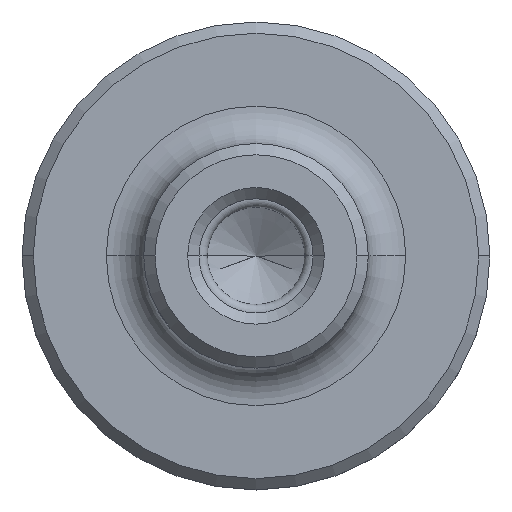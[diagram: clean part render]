
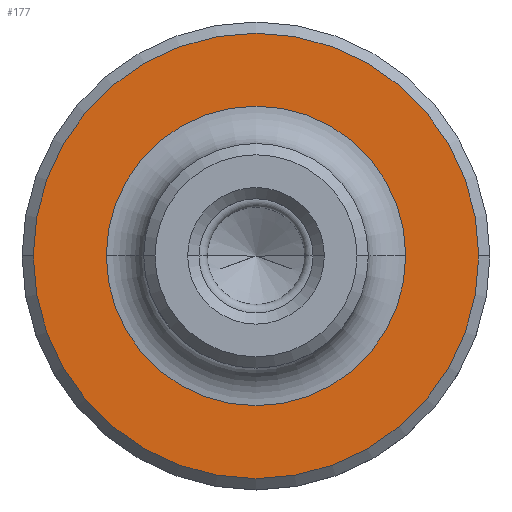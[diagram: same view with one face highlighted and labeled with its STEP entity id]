
A CAD part, top view. The second image highlights one B-rep face of the part: STEP entity #177.
In plain terms, the highlighted planar face has unit normal (0, 0, 1).
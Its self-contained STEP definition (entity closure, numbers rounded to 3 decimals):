
#177=ADVANCED_FACE('',(#434,#435),#436,.T.);
#233=VERTEX_POINT('',#496);
#237=VERTEX_POINT('',#500);
#239=EDGE_CURVE('',#233,#237,#502,.T.);
#245=VERTEX_POINT('',#508);
#253=VERTEX_POINT('',#516);
#257=EDGE_CURVE('',#245,#253,#520,.T.);
#339=EDGE_CURVE('',#253,#245,#602,.T.);
#341=EDGE_CURVE('',#237,#233,#604,.T.);
#434=FACE_OUTER_BOUND('',#687,.T.);
#435=FACE_BOUND('',#688,.T.);
#436=PLANE('',#689);
#496=CARTESIAN_POINT('',(-11.9,0.,1.5));
#500=CARTESIAN_POINT('',(11.9,0.,1.5));
#502=CIRCLE('',#775,11.9);
#508=CARTESIAN_POINT('',(-8.,0.,1.5));
#516=CARTESIAN_POINT('',(8.,0.,1.5));
#520=CIRCLE('',#799,8.);
#602=CIRCLE('',#921,8.);
#604=CIRCLE('',#924,11.9);
#687=EDGE_LOOP('',(#1111,#1112));
#688=EDGE_LOOP('',(#1113,#1114));
#689=AXIS2_PLACEMENT_3D('',#1115,#1116,#1117);
#775=AXIS2_PLACEMENT_3D('',#1180,#1181,#1182);
#799=AXIS2_PLACEMENT_3D('',#1193,#1194,#1195);
#921=AXIS2_PLACEMENT_3D('',#1253,#1254,#1255);
#924=AXIS2_PLACEMENT_3D('',#1256,#1257,#1258);
#1111=ORIENTED_EDGE('',*,*,#239,.F.);
#1112=ORIENTED_EDGE('',*,*,#341,.F.);
#1113=ORIENTED_EDGE('',*,*,#257,.T.);
#1114=ORIENTED_EDGE('',*,*,#339,.T.);
#1115=CARTESIAN_POINT('',(-9.95,0.,1.5));
#1116=DIRECTION('',(0.0,0.0,1.0));
#1117=DIRECTION('',(1.0,-0.0,0.0));
#1180=CARTESIAN_POINT('',(0.0,0.,1.5));
#1181=DIRECTION('',(-0.0,0.0,-1.0));
#1182=DIRECTION('',(-1.0,0.,0.0));
#1193=CARTESIAN_POINT('',(0.0,0.,1.5));
#1194=DIRECTION('',(-0.0,0.0,-1.0));
#1195=DIRECTION('',(-1.0,0.,0.0));
#1253=CARTESIAN_POINT('',(0.0,0.,1.5));
#1254=DIRECTION('',(-0.0,0.0,-1.0));
#1255=DIRECTION('',(-1.0,0.,0.0));
#1256=CARTESIAN_POINT('',(0.0,0.,1.5));
#1257=DIRECTION('',(-0.0,0.0,-1.0));
#1258=DIRECTION('',(-1.0,0.,0.0));
